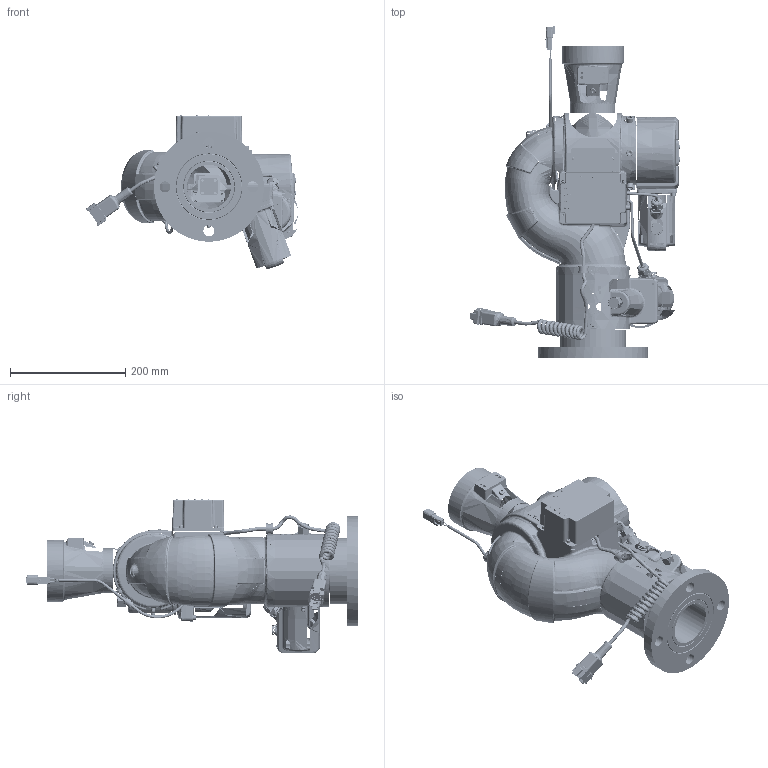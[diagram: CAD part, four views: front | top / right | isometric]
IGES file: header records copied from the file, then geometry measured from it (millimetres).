
Start section: SolidWorks IGES file using analytic representation for surfaces
Global section: file name: 7250SDX2 FO.IGS; native system: SolidWorks 2019; preprocessor: SolidWorks 2019; author: lpeoples; date: 191202.114229; units: inch
Bounding box: 368.37 x 575.8 x 268.34 mm (x, y, z)
Surface area: 628186.9 mm2 (no closed solid volume)
Topology: 0 solids, 0 shells, 2353 faces, 34890 edges, 34796 vertices
Faces by surface type: bspline 1488, revolution 865
